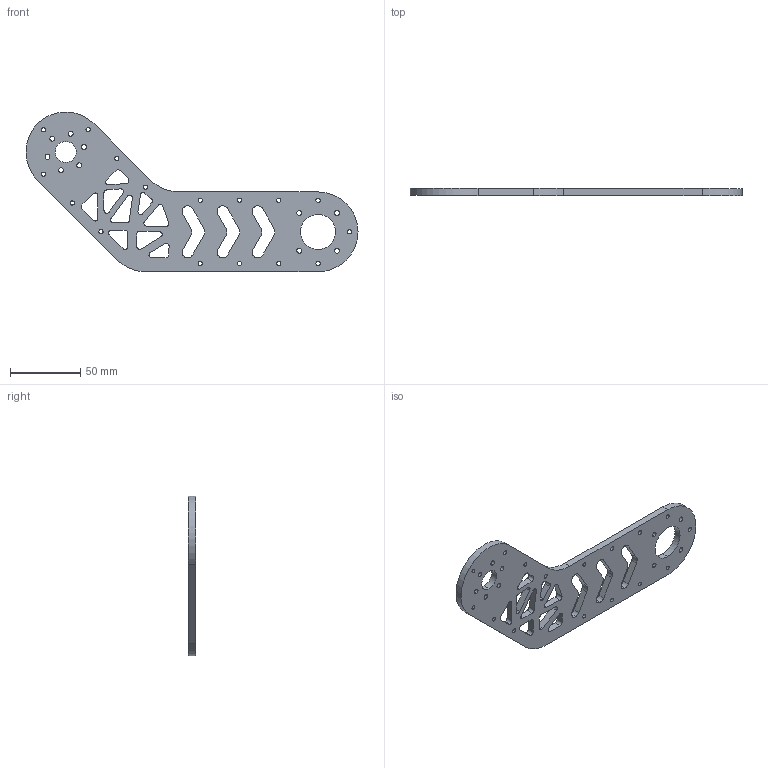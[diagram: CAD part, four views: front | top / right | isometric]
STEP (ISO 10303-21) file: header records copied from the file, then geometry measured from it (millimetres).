
FILE_DESCRIPTION (( 'STEP AP203' ), '1' );
FILE_NAME ('三四轴连杆.STEP', '2025-02-08T06:26:54', ( '' ), ( '' ), 'SwSTEP 2.0', 'SolidWorks 2022', '' );
FILE_SCHEMA (( 'CONFIG_CONTROL_DESIGN' ));
Length unit declared in the file: millimetre
Products named in the file (1): 三四轴连杆
Bounding box: 236.89 x 5 x 113.89 mm (x, y, z)
Volume: 55352.7 mm3; surface area: 30543 mm2
Topology: 1 solids, 1 shells, 160 faces, 474 edges, 316 vertices
Faces by surface type: cylinder 115, plane 45
Entity records: 5705 total; most frequent: DIRECTION 1026, CARTESIAN_POINT 951, ORIENTED_EDGE 948, EDGE_CURVE 474, AXIS2_PLACEMENT_3D 391, VERTEX_POINT 316, VECTOR 244, LINE 244
